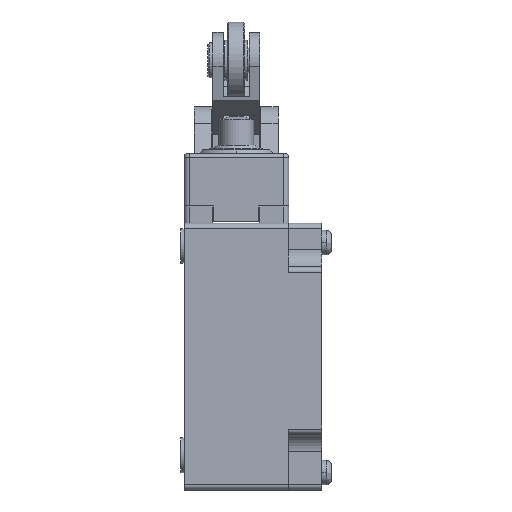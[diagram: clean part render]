
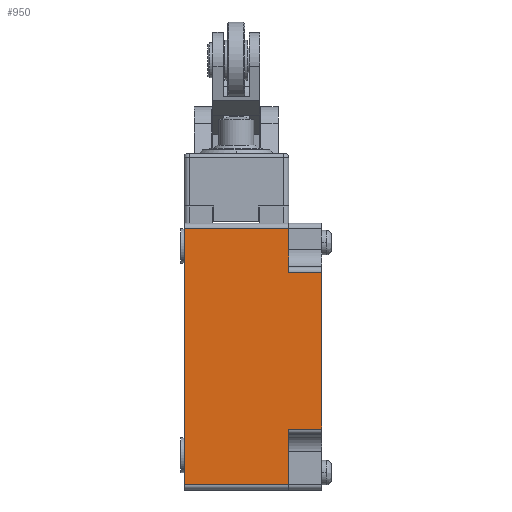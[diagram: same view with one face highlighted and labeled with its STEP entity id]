
A CAD part, left-side view. The second image highlights one B-rep face of the part: STEP entity #950.
In plain terms, the highlighted planar face has unit normal (-1, 0, 0).
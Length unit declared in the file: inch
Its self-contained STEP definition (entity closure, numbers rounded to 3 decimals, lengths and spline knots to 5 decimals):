
#123 = VERTEX_POINT ( 'NONE', #2923 ) ;
#210 = DIRECTION ( 'NONE',  ( 0., 0., 1. ) ) ;
#249 = DIRECTION ( 'NONE',  ( 0., 1., 0. ) ) ;
#294 = LINE ( 'NONE', #8733, #3716 ) ;
#384 = ORIENTED_EDGE ( 'NONE', *, *, #4899, .F. ) ;
#503 = VECTOR ( 'NONE', #3132, 39.37008 ) ;
#528 = VECTOR ( 'NONE', #8981, 39.37008 ) ;
#829 = LINE ( 'NONE', #6786, #4135 ) ;
#950 = ADVANCED_FACE ( 'NONE', ( #8652 ), #3688, .T. ) ;
#1144 = VERTEX_POINT ( 'NONE', #1887 ) ;
#1184 = CARTESIAN_POINT ( 'NONE',  ( -0.7874, -0.03937, 0.19685 ) ) ;
#1273 = CARTESIAN_POINT ( 'NONE',  ( -0.7874, -1.22047, -0.29528 ) ) ;
#1409 = VERTEX_POINT ( 'NONE', #5693 ) ;
#1670 = CARTESIAN_POINT ( 'NONE',  ( -0.7874, -0.03937, -0.29528 ) ) ;
#1720 = LINE ( 'NONE', #3161, #5138 ) ;
#1745 = LINE ( 'NONE', #5430, #528 ) ;
#1887 = CARTESIAN_POINT ( 'NONE',  ( -0.7874, -0.03937, -2.69685 ) ) ;
#2030 = EDGE_CURVE ( 'NONE', #8447, #2097, #829, .T. ) ;
#2097 = VERTEX_POINT ( 'NONE', #1184 ) ;
#2286 = CARTESIAN_POINT ( 'NONE',  ( -0.7874, -0.03937, -2.06693 ) ) ;
#2515 = EDGE_CURVE ( 'NONE', #3519, #8447, #7955, .T. ) ;
#2525 = DIRECTION ( 'NONE',  ( 0., 0., 1. ) ) ;
#2586 = DIRECTION ( 'NONE',  ( 0., 1., 0. ) ) ;
#2605 = CARTESIAN_POINT ( 'NONE',  ( -0.7874, -1.59449, -0.29528 ) ) ;
#2625 = CARTESIAN_POINT ( 'NONE',  ( -0.7874, -1.22047, 0.19685 ) ) ;
#2740 = EDGE_CURVE ( 'NONE', #1144, #123, #4411, .T. ) ;
#2790 = ORIENTED_EDGE ( 'NONE', *, *, #4872, .F. ) ;
#2843 = ORIENTED_EDGE ( 'NONE', *, *, #2515, .T. ) ;
#2923 = CARTESIAN_POINT ( 'NONE',  ( -0.7874, -0.03937, -2.3622 ) ) ;
#3132 = DIRECTION ( 'NONE',  ( 0., 0., 1. ) ) ;
#3161 = CARTESIAN_POINT ( 'NONE',  ( -0.7874, -0.03937, -2.69685 ) ) ;
#3519 = VERTEX_POINT ( 'NONE', #1273 ) ;
#3688 = PLANE ( 'NONE',  #5637 ) ;
#3716 = VECTOR ( 'NONE', #210, 39.37008 ) ;
#3809 = LINE ( 'NONE', #1670, #7325 ) ;
#4135 = VECTOR ( 'NONE', #2586, 39.37008 ) ;
#4336 = EDGE_CURVE ( 'NONE', #6261, #8372, #5916, .T. ) ;
#4411 = LINE ( 'NONE', #6148, #9049 ) ;
#4433 = DIRECTION ( 'NONE',  ( -1., 0., 0. ) ) ;
#4475 = LINE ( 'NONE', #5186, #503 ) ;
#4777 = DIRECTION ( 'NONE',  ( 0., 0., 1. ) ) ;
#4872 = EDGE_CURVE ( 'NONE', #1409, #2097, #4475, .T. ) ;
#4899 = EDGE_CURVE ( 'NONE', #5520, #1144, #1720, .T. ) ;
#5061 = ORIENTED_EDGE ( 'NONE', *, *, #8758, .T. ) ;
#5138 = VECTOR ( 'NONE', #7305, 39.37008 ) ;
#5186 = CARTESIAN_POINT ( 'NONE',  ( -0.7874, -0.03937, -1.25 ) ) ;
#5340 = EDGE_CURVE ( 'NONE', #8372, #3519, #3809, .T. ) ;
#5377 = VECTOR ( 'NONE', #8751, 39.37008 ) ;
#5430 = CARTESIAN_POINT ( 'NONE',  ( -0.7874, -0.03937, -1.25 ) ) ;
#5520 = VERTEX_POINT ( 'NONE', #7161 ) ;
#5637 = AXIS2_PLACEMENT_3D ( 'NONE', #8622, #4433, #2525 ) ;
#5693 = CARTESIAN_POINT ( 'NONE',  ( -0.7874, -0.03937, 0. ) ) ;
#5784 = CARTESIAN_POINT ( 'NONE',  ( -0.7874, -1.59449, -2.06693 ) ) ;
#5916 = LINE ( 'NONE', #7286, #5377 ) ;
#6148 = CARTESIAN_POINT ( 'NONE',  ( -0.7874, -0.03937, -1.25 ) ) ;
#6225 = EDGE_CURVE ( 'NONE', #8209, #6261, #8451, .T. ) ;
#6261 = VERTEX_POINT ( 'NONE', #5784 ) ;
#6454 = ORIENTED_EDGE ( 'NONE', *, *, #2030, .T. ) ;
#6519 = DIRECTION ( 'NONE',  ( 0., -1., 0. ) ) ;
#6579 = VECTOR ( 'NONE', #6519, 39.37008 ) ;
#6724 = ORIENTED_EDGE ( 'NONE', *, *, #4336, .T. ) ;
#6786 = CARTESIAN_POINT ( 'NONE',  ( -0.7874, -0.03937, 0.19685 ) ) ;
#6934 = ORIENTED_EDGE ( 'NONE', *, *, #2740, .F. ) ;
#7161 = CARTESIAN_POINT ( 'NONE',  ( -0.7874, -1.22047, -2.69685 ) ) ;
#7286 = CARTESIAN_POINT ( 'NONE',  ( -0.7874, -1.59449, -2.75591 ) ) ;
#7305 = DIRECTION ( 'NONE',  ( 0., 1., 0. ) ) ;
#7325 = VECTOR ( 'NONE', #249, 39.37008 ) ;
#7379 = VECTOR ( 'NONE', #7595, 39.37008 ) ;
#7479 = CARTESIAN_POINT ( 'NONE',  ( -0.7874, -1.22047, -2.75591 ) ) ;
#7595 = DIRECTION ( 'NONE',  ( 0., 0., 1. ) ) ;
#7955 = LINE ( 'NONE', #7479, #7379 ) ;
#8025 = ORIENTED_EDGE ( 'NONE', *, *, #5340, .T. ) ;
#8199 = CARTESIAN_POINT ( 'NONE',  ( -0.7874, -1.22047, -2.06693 ) ) ;
#8209 = VERTEX_POINT ( 'NONE', #8199 ) ;
#8372 = VERTEX_POINT ( 'NONE', #2605 ) ;
#8373 = EDGE_LOOP ( 'NONE', ( #2790, #8506, #6934, #384, #5061, #8391, #6724, #8025, #2843, #6454 ) ) ;
#8391 = ORIENTED_EDGE ( 'NONE', *, *, #6225, .T. ) ;
#8447 = VERTEX_POINT ( 'NONE', #2625 ) ;
#8451 = LINE ( 'NONE', #2286, #6579 ) ;
#8506 = ORIENTED_EDGE ( 'NONE', *, *, #8510, .F. ) ;
#8510 = EDGE_CURVE ( 'NONE', #123, #1409, #1745, .T. ) ;
#8622 = CARTESIAN_POINT ( 'NONE',  ( -0.7874, -0.03937, -2.75591 ) ) ;
#8652 = FACE_OUTER_BOUND ( 'NONE', #8373, .T. ) ;
#8733 = CARTESIAN_POINT ( 'NONE',  ( -0.7874, -1.22047, -2.75591 ) ) ;
#8751 = DIRECTION ( 'NONE',  ( 0., 0., 1. ) ) ;
#8758 = EDGE_CURVE ( 'NONE', #5520, #8209, #294, .T. ) ;
#8981 = DIRECTION ( 'NONE',  ( 0., 0., 1. ) ) ;
#9049 = VECTOR ( 'NONE', #4777, 39.37008 ) ;
